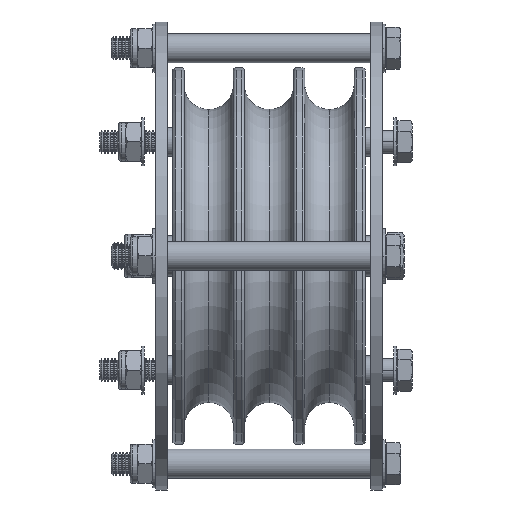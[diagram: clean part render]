
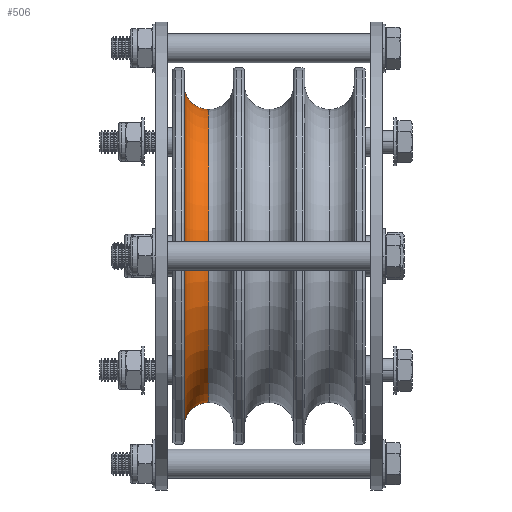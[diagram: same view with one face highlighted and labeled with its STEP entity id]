
A CAD part, front view. The second image highlights one B-rep face of the part: STEP entity #506.
In plain terms, the highlighted toroidal (fillet/blend) face has major radius 75 mm and minor radius 10.8 mm.
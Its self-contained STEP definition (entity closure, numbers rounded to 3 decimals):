
#506 = ADVANCED_FACE ( 'NONE', ( #43293 ), #36186, .F. ) ;
#2253 = CARTESIAN_POINT ( 'NONE',  ( -26.45, 0., -75. ) ) ;
#2451 = DIRECTION ( 'NONE',  ( 0., 0., -1. ) ) ;
#4276 = EDGE_CURVE ( 'NONE', #48095, #41348, #11734, .T. ) ;
#7820 = ORIENTED_EDGE ( 'NONE', *, *, #4276, .F. ) ;
#9606 = AXIS2_PLACEMENT_3D ( 'NONE', #71212, #53982, #42620 ) ;
#10157 = CARTESIAN_POINT ( 'NONE',  ( -26.45, 0., 0. ) ) ;
#11734 = CIRCLE ( 'NONE', #64520, 64.2 ) ;
#18141 = ORIENTED_EDGE ( 'NONE', *, *, #73432, .F. ) ;
#18148 = CARTESIAN_POINT ( 'NONE',  ( -37.25, 0., -75. ) ) ;
#19448 = EDGE_LOOP ( 'NONE', ( #7820, #35404, #38477, #18141 ) ) ;
#22224 = EDGE_CURVE ( 'NONE', #36412, #45088, #24464, .T. ) ;
#24464 = CIRCLE ( 'NONE', #40945, 75. ) ;
#24790 = DIRECTION ( 'NONE',  ( 1., 0., 0. ) ) ;
#25930 = CARTESIAN_POINT ( 'NONE',  ( -26.45, 0., 0. ) ) ;
#33482 = DIRECTION ( 'NONE',  ( 0., 0., -1. ) ) ;
#34586 = DIRECTION ( 'NONE',  ( 0., 0., -1. ) ) ;
#35404 = ORIENTED_EDGE ( 'NONE', *, *, #41587, .T. ) ;
#35458 = CARTESIAN_POINT ( 'NONE',  ( -26.45, 0., -64.2 ) ) ;
#36186 = TOROIDAL_SURFACE ( 'NONE', #45724, 75., 10.8 ) ;
#36412 = VERTEX_POINT ( 'NONE', #57870 ) ;
#38477 = ORIENTED_EDGE ( 'NONE', *, *, #22224, .T. ) ;
#40945 = AXIS2_PLACEMENT_3D ( 'NONE', #64837, #24790, #2451 ) ;
#41348 = VERTEX_POINT ( 'NONE', #35458 ) ;
#41587 = EDGE_CURVE ( 'NONE', #48095, #36412, #47338, .T. ) ;
#42620 = DIRECTION ( 'NONE',  ( 0., 0., 1. ) ) ;
#43293 = FACE_OUTER_BOUND ( 'NONE', #19448, .T. ) ;
#44286 = AXIS2_PLACEMENT_3D ( 'NONE', #2253, #47431, #64135 ) ;
#45088 = VERTEX_POINT ( 'NONE', #18148 ) ;
#45724 = AXIS2_PLACEMENT_3D ( 'NONE', #25930, #62667, #34586 ) ;
#47337 = CARTESIAN_POINT ( 'NONE',  ( -26.45, 0., 64.2 ) ) ;
#47338 = CIRCLE ( 'NONE', #9606, 10.8 ) ;
#47431 = DIRECTION ( 'NONE',  ( 0., -1., 0. ) ) ;
#47589 = CIRCLE ( 'NONE', #44286, 10.8 ) ;
#48095 = VERTEX_POINT ( 'NONE', #47337 ) ;
#53982 = DIRECTION ( 'NONE',  ( 0., 1., 0. ) ) ;
#57870 = CARTESIAN_POINT ( 'NONE',  ( -37.25, 0., 75. ) ) ;
#62667 = DIRECTION ( 'NONE',  ( 1., 0., 0. ) ) ;
#64135 = DIRECTION ( 'NONE',  ( 0., 0., -1. ) ) ;
#64520 = AXIS2_PLACEMENT_3D ( 'NONE', #10157, #72748, #33482 ) ;
#64837 = CARTESIAN_POINT ( 'NONE',  ( -37.25, 0., 0. ) ) ;
#71212 = CARTESIAN_POINT ( 'NONE',  ( -26.45, 0., 75. ) ) ;
#72748 = DIRECTION ( 'NONE',  ( 1., 0., 0. ) ) ;
#73432 = EDGE_CURVE ( 'NONE', #41348, #45088, #47589, .T. ) ;
